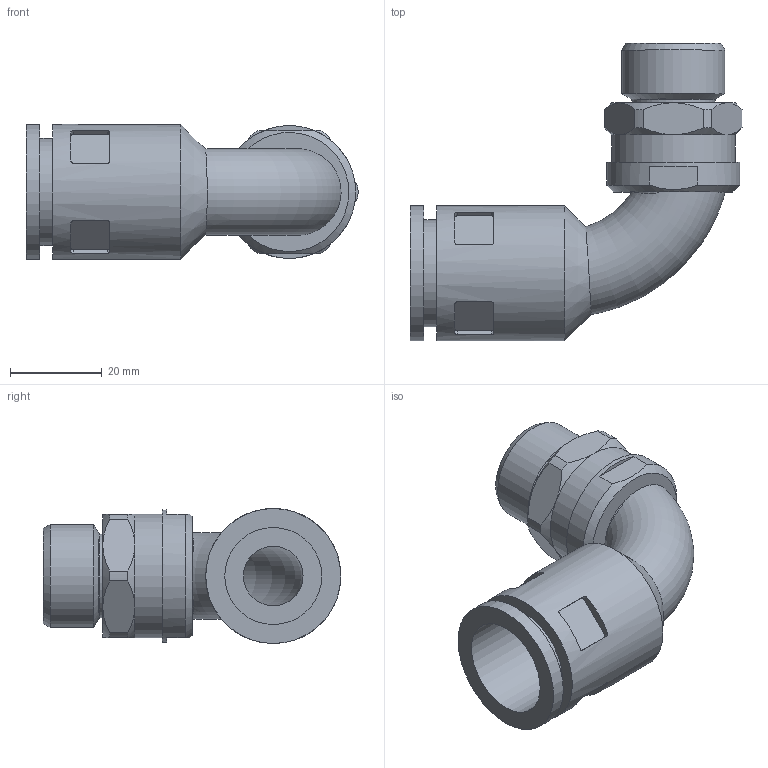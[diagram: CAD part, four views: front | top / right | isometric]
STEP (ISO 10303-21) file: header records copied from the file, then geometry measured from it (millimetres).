
FILE_DESCRIPTION( ( 'STEP AP203' ), '1' );
FILE_NAME( 'FLEXA RQBK90DR-P 5521.021.216.stp', '2020-03-24T10:24:33', ( 'License CC BY-ND 4.0' ), ( 'CADENAS' ), ' ', 'PARTsolutions', ' ' );
FILE_SCHEMA( ( 'CONFIG_CONTROL_DESIGN' ) );
Length unit declared in the file: millimetre
Products named in the file (1): _FLEXA RQBK90DR-P 5521.021.216
Bounding box: 72.5 x 65 x 29.5 mm (x, y, z)
Volume: 27340.6 mm3; surface area: 15321.5 mm2
Topology: 1 solids, 1 shells, 105 faces, 249 edges, 159 vertices
Faces by surface type: plane 45, cylinder 37, cone 17, torus 6
Full cylindrical faces by diameter (mm): 13 x2, 16.5 x1, 18.2 x1, 21.2 x1, 22.5 x1, 23.4 x1, 27 x1, 29 x1, 29.5 x2
Entity records: 3411 total; most frequent: CARTESIAN_POINT 1117, DIRECTION 456, ORIENTED_EDGE 442, EDGE_CURVE 221, AXIS2_PLACEMENT_3D 191, VERTEX_POINT 153, EDGE_LOOP 140, FACE_OUTER_BOUND 120
